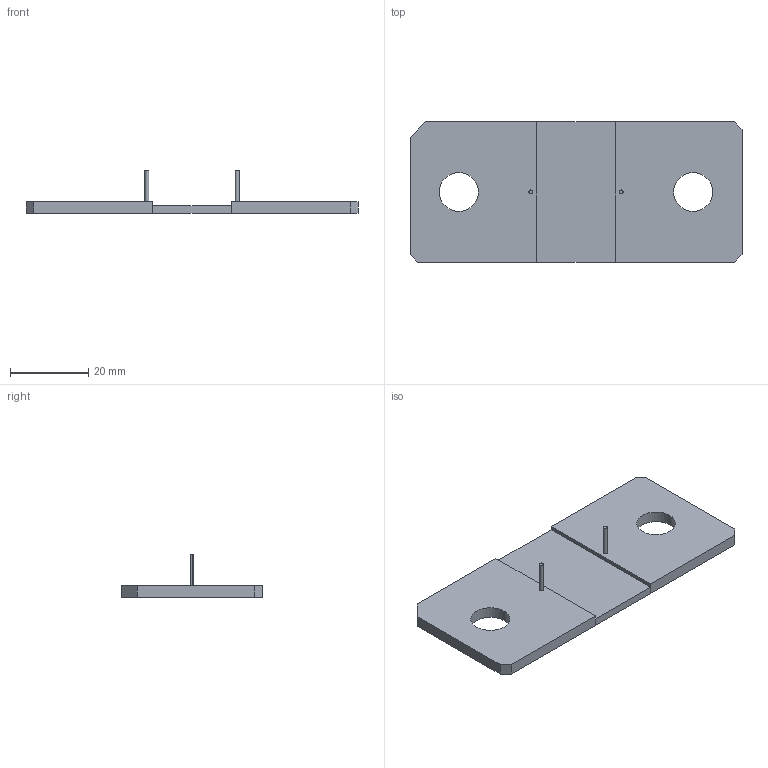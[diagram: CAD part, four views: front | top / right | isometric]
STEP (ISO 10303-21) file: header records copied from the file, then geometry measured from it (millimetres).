
FILE_DESCRIPTION((''),'2;1');
FILE_NAME('CSM2F-8536_L100J2_ASM','2021-09-04T17:01:41',('juanbo'),(''),'CREO PARAMETRIC BY PTC INC, 2018050','CREO PARAMETRIC BY PTC INC, 2018050','');
FILE_SCHEMA(('CONFIG_CONTROL_DESIGN'));
Length unit declared in the file: millimetre
Products named in the file (4): C-8536-L100J2; R-8536-L100; SENSEPINS; CSM2F-8536_L100J2_ASM
Assembly tree (4 placements, depth 2):
  CSM2F-8536_L100J2_ASM
    C-8536-L100J2
    R-8536-L100
    SENSEPINS  x2
Bounding box: 85 x 36 x 11.07 mm (x, y, z)
Volume: 7960 mm3; surface area: 7087.8 mm2
Topology: 5 solids, 5 shells, 44 faces, 96 edges, 64 vertices
Faces by surface type: plane 28, cylinder 16
Entity records: 1172 total; most frequent: DIRECTION 198, CARTESIAN_POINT 185, ORIENTED_EDGE 168, EDGE_CURVE 84, AXIS2_PLACEMENT_3D 69, VECTOR 60, LINE 60, VERTEX_POINT 56
